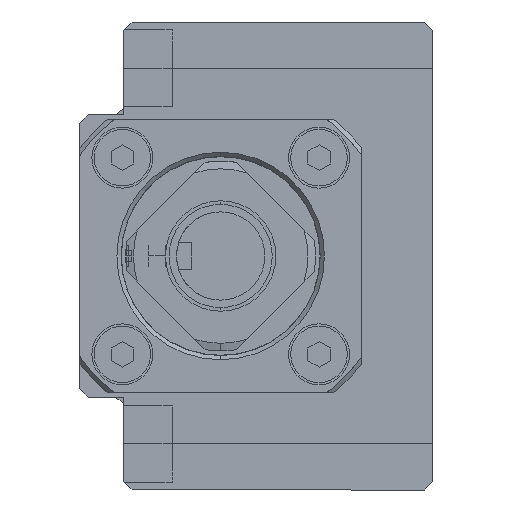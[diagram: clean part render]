
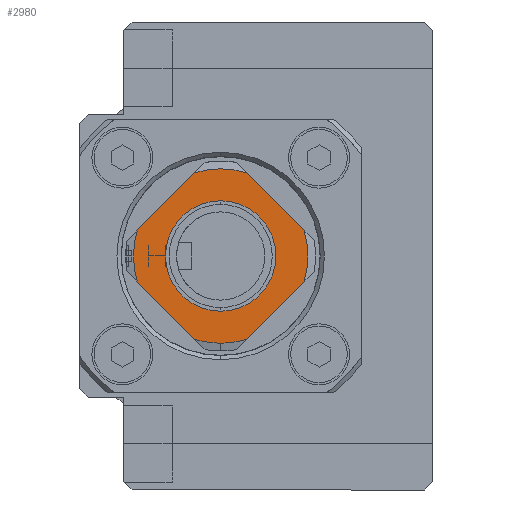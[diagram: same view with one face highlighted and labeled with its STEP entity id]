
A CAD part, left-side view. The second image highlights one B-rep face of the part: STEP entity #2980.
In plain terms, the highlighted face is planar.
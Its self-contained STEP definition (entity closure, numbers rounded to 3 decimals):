
#4 = ORIENTED_EDGE ( 'NONE', *, *, #6088, .T. ) ;
#69 = DIRECTION ( 'NONE',  ( -1., 0., 0. ) ) ;
#108 = DIRECTION ( 'NONE',  ( 0., 0., -1. ) ) ;
#191 = CARTESIAN_POINT ( 'NONE',  ( -18.848, -5.901, 21. ) ) ;
#288 = EDGE_CURVE ( 'NONE', #434, #4083, #6024, .T. ) ;
#389 = CARTESIAN_POINT ( 'NONE',  ( 0., 0., 21. ) ) ;
#434 = VERTEX_POINT ( 'NONE', #191 ) ;
#450 = PLANE ( 'NONE',  #7777 ) ;
#502 = DIRECTION ( 'NONE',  ( 0., 0., -1. ) ) ;
#582 = CIRCLE ( 'NONE', #7949, 19.75 ) ;
#591 = AXIS2_PLACEMENT_3D ( 'NONE', #7365, #3279, #6782 ) ;
#693 = VERTEX_POINT ( 'NONE', #4897 ) ;
#1082 = ORIENTED_EDGE ( 'NONE', *, *, #4176, .F. ) ;
#1095 = FACE_BOUND ( 'NONE', #4588, .T. ) ;
#1115 = CARTESIAN_POINT ( 'NONE',  ( 18.848, 5.901, 21. ) ) ;
#1242 = CARTESIAN_POINT ( 'NONE',  ( -12.5, 0., 21. ) ) ;
#1477 = DIRECTION ( 'NONE',  ( 0., 0., -1. ) ) ;
#1498 = DIRECTION ( 'NONE',  ( -0.707, -0.707, 0. ) ) ;
#1579 = CARTESIAN_POINT ( 'NONE',  ( 12.5, 0., 21. ) ) ;
#1629 = AXIS2_PLACEMENT_3D ( 'NONE', #7393, #6616, #3905 ) ;
#1632 = CARTESIAN_POINT ( 'NONE',  ( 0., -24.749, 21. ) ) ;
#1696 = EDGE_LOOP ( 'NONE', ( #1082, #4, #7634, #1896, #8236, #7207, #4520, #6044, #7959 ) ) ;
#1857 = VERTEX_POINT ( 'NONE', #1579 ) ;
#1883 = AXIS2_PLACEMENT_3D ( 'NONE', #4069, #2623, #6868 ) ;
#1896 = ORIENTED_EDGE ( 'NONE', *, *, #288, .F. ) ;
#1899 = EDGE_CURVE ( 'NONE', #4083, #4518, #8276, .T. ) ;
#2032 = VERTEX_POINT ( 'NONE', #2712 ) ;
#2220 = CARTESIAN_POINT ( 'NONE',  ( -24.749, 0., 21. ) ) ;
#2350 = CIRCLE ( 'NONE', #591, 19.75 ) ;
#2623 = DIRECTION ( 'NONE',  ( 0., 0., -1. ) ) ;
#2712 = CARTESIAN_POINT ( 'NONE',  ( 5.901, 18.848, 21. ) ) ;
#2914 = CARTESIAN_POINT ( 'NONE',  ( 0., 0., 21. ) ) ;
#2956 = CARTESIAN_POINT ( 'NONE',  ( -19.75, 0., 21. ) ) ;
#2980 = ADVANCED_FACE ( 'NONE', ( #3965, #1095 ), #450, .F. ) ;
#3084 = DIRECTION ( 'NONE',  ( 0., 0., -1. ) ) ;
#3092 = VERTEX_POINT ( 'NONE', #4754 ) ;
#3278 = DIRECTION ( 'NONE',  ( 0., -1., 0. ) ) ;
#3279 = DIRECTION ( 'NONE',  ( 0., 0., -1. ) ) ;
#3289 = VECTOR ( 'NONE', #3332, 1000. ) ;
#3330 = DIRECTION ( 'NONE',  ( -1., 0., 0. ) ) ;
#3332 = DIRECTION ( 'NONE',  ( -0.707, 0.707, 0. ) ) ;
#3515 = AXIS2_PLACEMENT_3D ( 'NONE', #4283, #8997, #9091 ) ;
#3525 = DIRECTION ( 'NONE',  ( 0.707, -0.707, 0. ) ) ;
#3751 = AXIS2_PLACEMENT_3D ( 'NONE', #2914, #1477, #8405 ) ;
#3895 = VERTEX_POINT ( 'NONE', #4120 ) ;
#3902 = VERTEX_POINT ( 'NONE', #1242 ) ;
#3905 = DIRECTION ( 'NONE',  ( -1., 0., 0. ) ) ;
#3965 = FACE_OUTER_BOUND ( 'NONE', #1696, .T. ) ;
#4069 = CARTESIAN_POINT ( 'NONE',  ( 0., 0., 21. ) ) ;
#4075 = CARTESIAN_POINT ( 'NONE',  ( 24.749, 0., 21. ) ) ;
#4083 = VERTEX_POINT ( 'NONE', #2956 ) ;
#4120 = CARTESIAN_POINT ( 'NONE',  ( -5.901, -18.848, 21. ) ) ;
#4155 = VECTOR ( 'NONE', #1498, 1000. ) ;
#4176 = EDGE_CURVE ( 'NONE', #693, #2032, #2350, .T. ) ;
#4179 = ORIENTED_EDGE ( 'NONE', *, *, #4379, .T. ) ;
#4283 = CARTESIAN_POINT ( 'NONE',  ( 0., 0., 21. ) ) ;
#4347 = ORIENTED_EDGE ( 'NONE', *, *, #8426, .T. ) ;
#4359 = LINE ( 'NONE', #2220, #8855 ) ;
#4379 = EDGE_CURVE ( 'NONE', #3902, #1857, #5291, .T. ) ;
#4518 = VERTEX_POINT ( 'NONE', #8801 ) ;
#4520 = ORIENTED_EDGE ( 'NONE', *, *, #8969, .T. ) ;
#4588 = EDGE_LOOP ( 'NONE', ( #4347, #4179 ) ) ;
#4689 = CIRCLE ( 'NONE', #1883, 19.75 ) ;
#4754 = CARTESIAN_POINT ( 'NONE',  ( 5.901, -18.848, 21. ) ) ;
#4897 = CARTESIAN_POINT ( 'NONE',  ( -5.901, 18.848, 21. ) ) ;
#5006 = CARTESIAN_POINT ( 'NONE',  ( 0., 24.749, 21. ) ) ;
#5026 = VERTEX_POINT ( 'NONE', #1115 ) ;
#5254 = EDGE_CURVE ( 'NONE', #434, #3895, #4359, .T. ) ;
#5291 = CIRCLE ( 'NONE', #5604, 12.5 ) ;
#5389 = EDGE_CURVE ( 'NONE', #5026, #7447, #582, .T. ) ;
#5604 = AXIS2_PLACEMENT_3D ( 'NONE', #5845, #108, #69 ) ;
#5845 = CARTESIAN_POINT ( 'NONE',  ( 0., 0., 21. ) ) ;
#5861 = VECTOR ( 'NONE', #7346, 1000. ) ;
#6024 = CIRCLE ( 'NONE', #3515, 19.75 ) ;
#6044 = ORIENTED_EDGE ( 'NONE', *, *, #5389, .F. ) ;
#6088 = EDGE_CURVE ( 'NONE', #693, #4518, #8559, .T. ) ;
#6113 = CIRCLE ( 'NONE', #3751, 12.5 ) ;
#6276 = LINE ( 'NONE', #4075, #3289 ) ;
#6616 = DIRECTION ( 'NONE',  ( 0., 0., -1. ) ) ;
#6782 = DIRECTION ( 'NONE',  ( -1., 0., 0. ) ) ;
#6833 = CARTESIAN_POINT ( 'NONE',  ( 0., 0., 21. ) ) ;
#6868 = DIRECTION ( 'NONE',  ( -1., 0., 0. ) ) ;
#6961 = CARTESIAN_POINT ( 'NONE',  ( 18.848, -5.901, 21. ) ) ;
#7034 = EDGE_CURVE ( 'NONE', #5026, #2032, #6276, .T. ) ;
#7207 = ORIENTED_EDGE ( 'NONE', *, *, #8599, .F. ) ;
#7346 = DIRECTION ( 'NONE',  ( 0.707, 0.707, 0. ) ) ;
#7365 = CARTESIAN_POINT ( 'NONE',  ( 0., 0., 21. ) ) ;
#7393 = CARTESIAN_POINT ( 'NONE',  ( 0., 0., 21. ) ) ;
#7447 = VERTEX_POINT ( 'NONE', #6961 ) ;
#7634 = ORIENTED_EDGE ( 'NONE', *, *, #1899, .F. ) ;
#7777 = AXIS2_PLACEMENT_3D ( 'NONE', #389, #3084, #3278 ) ;
#7949 = AXIS2_PLACEMENT_3D ( 'NONE', #6833, #502, #3330 ) ;
#7959 = ORIENTED_EDGE ( 'NONE', *, *, #7034, .T. ) ;
#8236 = ORIENTED_EDGE ( 'NONE', *, *, #5254, .T. ) ;
#8276 = CIRCLE ( 'NONE', #1629, 19.75 ) ;
#8405 = DIRECTION ( 'NONE',  ( -1., 0., 0. ) ) ;
#8426 = EDGE_CURVE ( 'NONE', #1857, #3902, #6113, .T. ) ;
#8559 = LINE ( 'NONE', #5006, #4155 ) ;
#8599 = EDGE_CURVE ( 'NONE', #3092, #3895, #4689, .T. ) ;
#8653 = LINE ( 'NONE', #1632, #5861 ) ;
#8801 = CARTESIAN_POINT ( 'NONE',  ( -18.848, 5.901, 21. ) ) ;
#8855 = VECTOR ( 'NONE', #3525, 1000. ) ;
#8969 = EDGE_CURVE ( 'NONE', #3092, #7447, #8653, .T. ) ;
#8997 = DIRECTION ( 'NONE',  ( 0., 0., -1. ) ) ;
#9091 = DIRECTION ( 'NONE',  ( -1., 0., 0. ) ) ;
